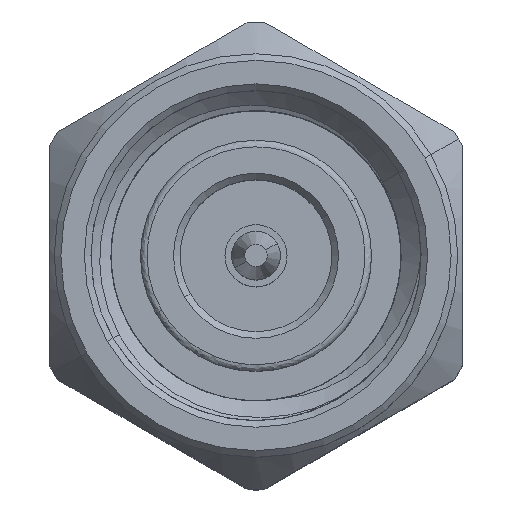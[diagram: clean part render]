
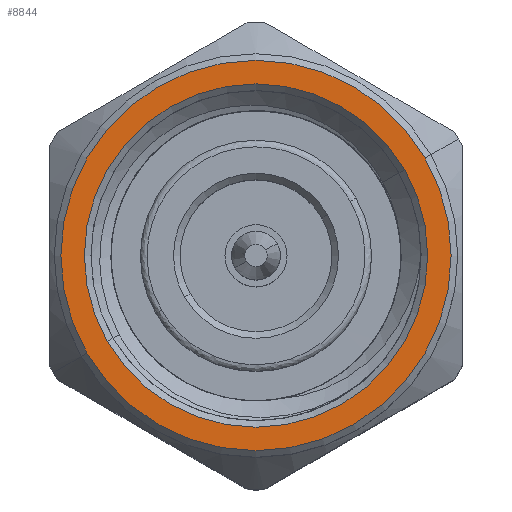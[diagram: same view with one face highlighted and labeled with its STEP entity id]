
A CAD part, top view. The second image highlights one B-rep face of the part: STEP entity #8844.
In plain terms, the highlighted face is planar.
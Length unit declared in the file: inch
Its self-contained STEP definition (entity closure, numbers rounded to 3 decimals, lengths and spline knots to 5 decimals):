
#72 = VERTEX_POINT ( 'NONE', #324 ) ;
#159 = EDGE_LOOP ( 'NONE', ( #8158, #6630 ) ) ;
#290 = FACE_BOUND ( 'NONE', #2934, .T. ) ;
#324 = CARTESIAN_POINT ( 'NONE',  ( 0., 0., 0.13 ) ) ;
#353 = FACE_OUTER_BOUND ( 'NONE', #159, .T. ) ;
#533 = ORIENTED_EDGE ( 'NONE', *, *, #12069, .T. ) ;
#952 = VERTEX_POINT ( 'NONE', #10092 ) ;
#979 = DIRECTION ( 'NONE',  ( 1., 0., 0. ) ) ;
#1540 = CIRCLE ( 'NONE', #8784, 0.13 ) ;
#2218 = DIRECTION ( 'NONE',  ( 0., 0., -1. ) ) ;
#2934 = EDGE_LOOP ( 'NONE', ( #533, #10712 ) ) ;
#3047 = EDGE_CURVE ( 'NONE', #72, #5745, #11216, .T. ) ;
#3593 = AXIS2_PLACEMENT_3D ( 'NONE', #7163, #7278, #5335 ) ;
#4137 = CARTESIAN_POINT ( 'NONE',  ( 0., 0., -0.14779 ) ) ;
#5335 = DIRECTION ( 'NONE',  ( 0., 0., -1. ) ) ;
#5458 = DIRECTION ( 'NONE',  ( 1., 0., 0. ) ) ;
#5745 = VERTEX_POINT ( 'NONE', #7642 ) ;
#6630 = ORIENTED_EDGE ( 'NONE', *, *, #10236, .F. ) ;
#6653 = VERTEX_POINT ( 'NONE', #4137 ) ;
#7163 = CARTESIAN_POINT ( 'NONE',  ( 0., 0., 0. ) ) ;
#7278 = DIRECTION ( 'NONE',  ( 1., 0., 0. ) ) ;
#7359 = CIRCLE ( 'NONE', #9325, 0.14779 ) ;
#7463 = DIRECTION ( 'NONE',  ( 0., 0., -1. ) ) ;
#7642 = CARTESIAN_POINT ( 'NONE',  ( 0., 0., -0.13 ) ) ;
#7750 = AXIS2_PLACEMENT_3D ( 'NONE', #11569, #7756, #8562 ) ;
#7756 = DIRECTION ( 'NONE',  ( 1., 0., 0. ) ) ;
#7856 = EDGE_CURVE ( 'NONE', #6653, #952, #12071, .T. ) ;
#7897 = CARTESIAN_POINT ( 'NONE',  ( 0., 0., 0. ) ) ;
#8158 = ORIENTED_EDGE ( 'NONE', *, *, #7856, .F. ) ;
#8562 = DIRECTION ( 'NONE',  ( 0., 0., -1. ) ) ;
#8784 = AXIS2_PLACEMENT_3D ( 'NONE', #11963, #979, #7463 ) ;
#8844 = ADVANCED_FACE ( 'NONE', ( #290, #353 ), #11509, .F. ) ;
#9246 = CARTESIAN_POINT ( 'NONE',  ( 0., 0., 0. ) ) ;
#9325 = AXIS2_PLACEMENT_3D ( 'NONE', #7897, #10602, #2218 ) ;
#9487 = AXIS2_PLACEMENT_3D ( 'NONE', #9246, #5458, #10982 ) ;
#10092 = CARTESIAN_POINT ( 'NONE',  ( 0., 0., 0.14779 ) ) ;
#10236 = EDGE_CURVE ( 'NONE', #952, #6653, #7359, .T. ) ;
#10602 = DIRECTION ( 'NONE',  ( 1., 0., 0. ) ) ;
#10712 = ORIENTED_EDGE ( 'NONE', *, *, #3047, .T. ) ;
#10982 = DIRECTION ( 'NONE',  ( 0., 0., -1. ) ) ;
#11216 = CIRCLE ( 'NONE', #3593, 0.13 ) ;
#11509 = PLANE ( 'NONE',  #7750 ) ;
#11569 = CARTESIAN_POINT ( 'NONE',  ( 0., 0., 0. ) ) ;
#11963 = CARTESIAN_POINT ( 'NONE',  ( 0., 0., 0. ) ) ;
#12069 = EDGE_CURVE ( 'NONE', #5745, #72, #1540, .T. ) ;
#12071 = CIRCLE ( 'NONE', #9487, 0.14779 ) ;
